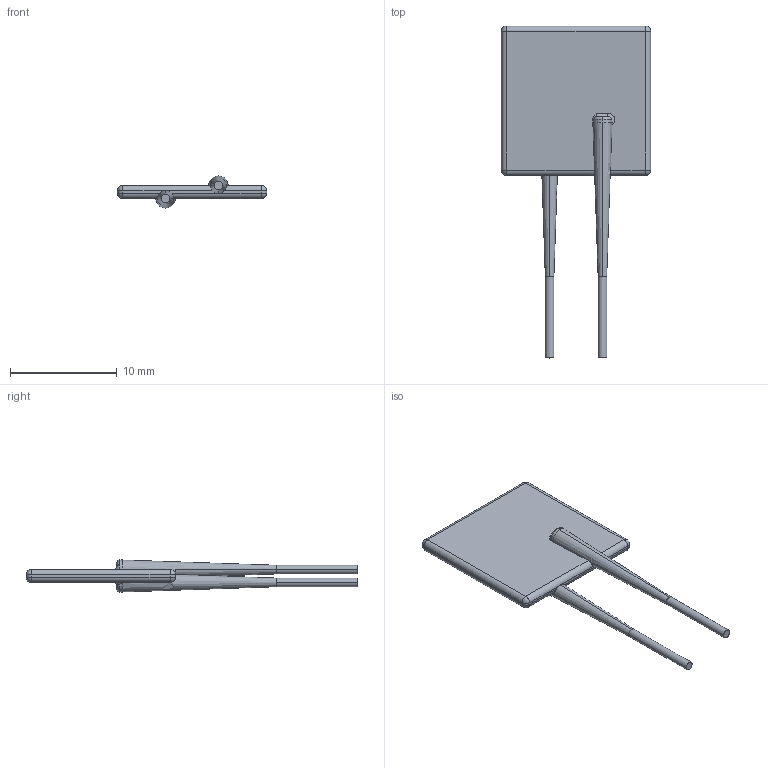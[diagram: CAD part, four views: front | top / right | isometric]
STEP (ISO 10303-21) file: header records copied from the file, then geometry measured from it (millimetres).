
FILE_DESCRIPTION(('STEP AP242'),'1');
FILE_NAME('70407861.stp','2020-10-29T11:07:11',('TraceParts'),('TraceParts S.A.'),'Spatial InterOp 3D',' ',' ');
FILE_SCHEMA(('AP242_MANAGED_MODEL_BASED_3D_ENGINEERING_MIM_LF {1 0 10303 442 1 1 4}'));
Length unit declared in the file: millimetre
Products named in the file (1): 70407861
Bounding box: 14 x 31.1 x 3 mm (x, y, z)
Volume: 268.5 mm3; surface area: 552.2 mm2
Topology: 1 solids, 1 shells, 58 faces, 133 edges, 77 vertices
Faces by surface type: cylinder 24, plane 12, sphere 8, cone 6, torus 4, bspline 4
Entity records: 2872 total; most frequent: CARTESIAN_POINT 1588, DIRECTION 271, ORIENTED_EDGE 266, EDGE_CURVE 133, AXIS2_PLACEMENT_3D 110, VERTEX_POINT 77, ADVANCED_FACE 58, FACE_OUTER_BOUND 58
